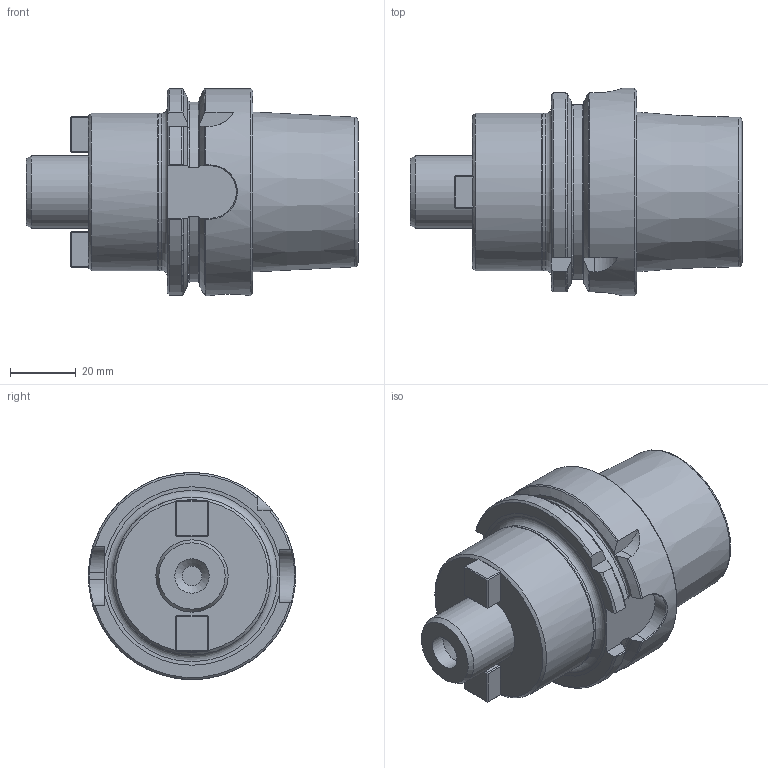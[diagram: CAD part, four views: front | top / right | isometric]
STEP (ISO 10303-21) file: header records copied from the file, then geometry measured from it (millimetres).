
FILE_DESCRIPTION(/* description */ (''),/* implementation_level */ '2;1');
FILE_NAME(/* name */ 'AHSKA63-FM-22-050.stp',/* time_stamp */ '2024-12-16T15:15:34+03:00',/* author */ (''),/* organization */ (''),/* preprocessor_version */ 'ST-DEVELOPER v19.4',/* originating_system */ 'SIEMENS PLM Software NX2306.3001',/* authorisation */ '');
FILE_SCHEMA (('AUTOMOTIVE_DESIGN { 1 0 10303 214 3 1 1 1 }'));
Length unit declared in the file: millimetre
Products named in the file (1): AHSKA63-FM-22-050-light_objects
Bounding box: 101 x 63 x 63 mm (x, y, z)
Volume: 181447.7 mm3; surface area: 22020.2 mm2
Topology: 1 solids, 1 shells, 122 faces, 313 edges, 196 vertices
Faces by surface type: plane 71, cone 20, cylinder 15, torus 13, bspline 3
Full cylindrical faces by diameter (mm): 10 x1, 10.5 x1, 22 x1, 47.8 x1, 48 x1, 63 x1
Entity records: 3982 total; most frequent: CARTESIAN_POINT 1255, ORIENTED_EDGE 566, DIRECTION 508, EDGE_CURVE 283, VERTEX_POINT 187, AXIS2_PLACEMENT_3D 186, EDGE_LOOP 145, LINE 136
